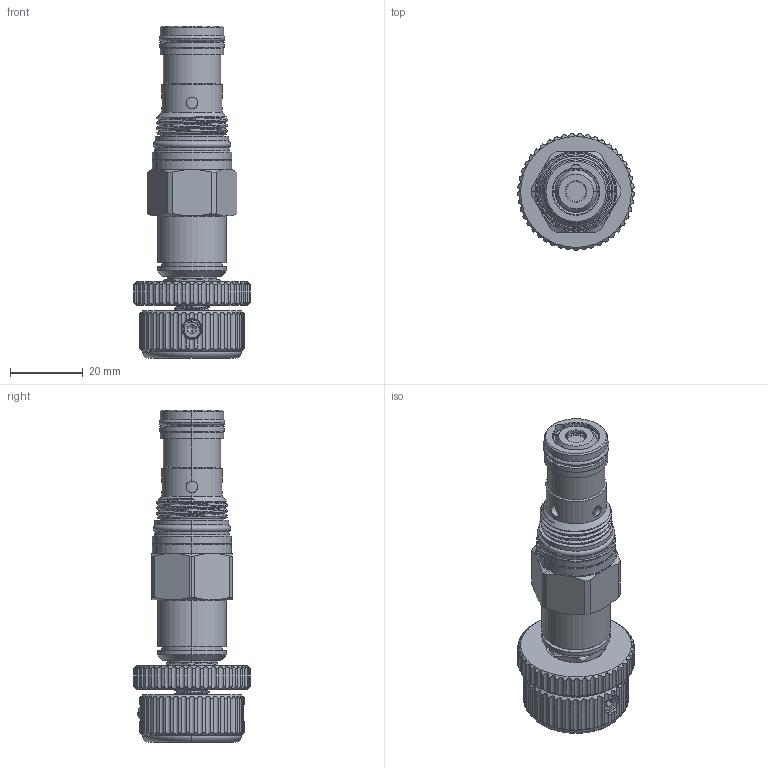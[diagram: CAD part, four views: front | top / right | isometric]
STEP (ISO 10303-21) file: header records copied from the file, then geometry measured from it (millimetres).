
FILE_DESCRIPTION (( 'STEP AP203' ), '1' );
FILE_NAME ('FR13A20-K.STEP', '2016-05-24T06:45:23', ( '' ), ( '' ), 'SwSTEP 2.0', 'SolidWorks 2012', '' );
FILE_SCHEMA (( 'CONFIG_CONTROL_DESIGN' ));
Length unit declared in the file: millimetre
Products named in the file (1): FR13A20-K
Bounding box: 32.2 x 32.18 x 91.58 mm (x, y, z)
Volume: 30871.1 mm3; surface area: 13147.4 mm2
Topology: 7 solids, 7 shells, 703 faces, 1951 edges, 1252 vertices
Faces by surface type: cylinder 383, plane 188, cone 70, torus 40, bspline 20, sphere 2
Entity records: 34555 total; most frequent: CARTESIAN_POINT 17301, ORIENTED_EDGE 3856, DIRECTION 3335, EDGE_CURVE 1928, AXIS2_PLACEMENT_3D 1269, VERTEX_POINT 1249, LINE 797, VECTOR 797
